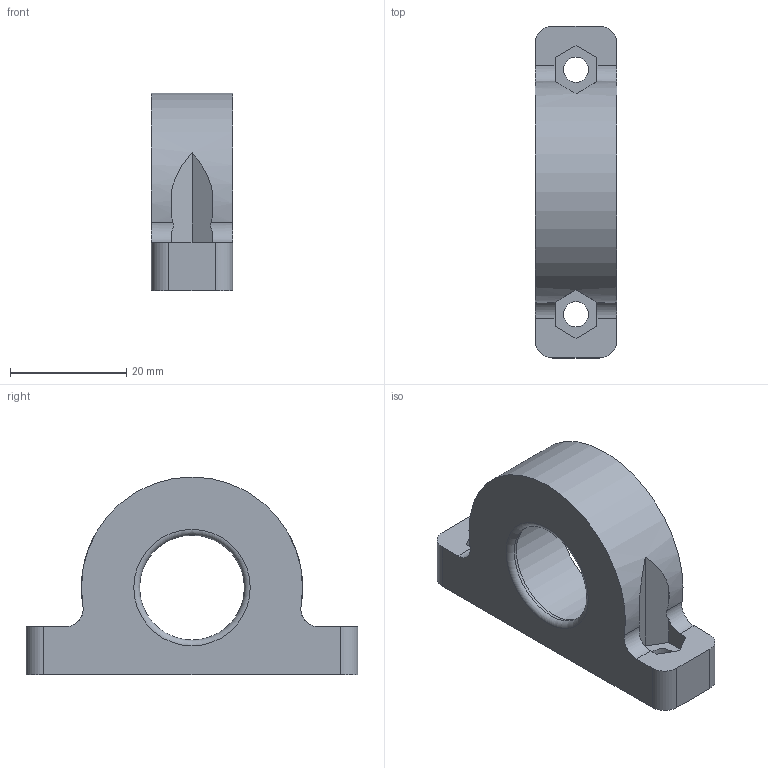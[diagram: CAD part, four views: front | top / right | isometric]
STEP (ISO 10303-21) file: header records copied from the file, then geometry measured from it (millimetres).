
FILE_DESCRIPTION(('FreeCAD Model'),'2;1');
FILE_NAME('Open CASCADE Shape Model','2025-09-15T14:33:09',(''),(''), 'Open CASCADE STEP processor 7.6','FreeCAD','Unknown');
FILE_SCHEMA(('AUTOMOTIVE_DESIGN { 1 0 10303 214 1 1 1 1 }'));
Length unit declared in the file: millimetre
Products named in the file (1): bearing_housing
Bounding box: 14 x 57 x 34 mm (x, y, z)
Volume: 12260.5 mm3; surface area: 5547.9 mm2
Topology: 1 solids, 1 shells, 40 faces, 110 edges, 73 vertices
Faces by surface type: plane 26, cylinder 13, torus 1
Full cylindrical faces by diameter (mm): 4.3 x2, 18 x1, 22.1 x1
Entity records: 1324 total; most frequent: DIRECTION 236, CARTESIAN_POINT 224, ORIENTED_EDGE 220, EDGE_CURVE 110, AXIS2_PLACEMENT_3D 85, VERTEX_POINT 73, LINE 66, VECTOR 66
